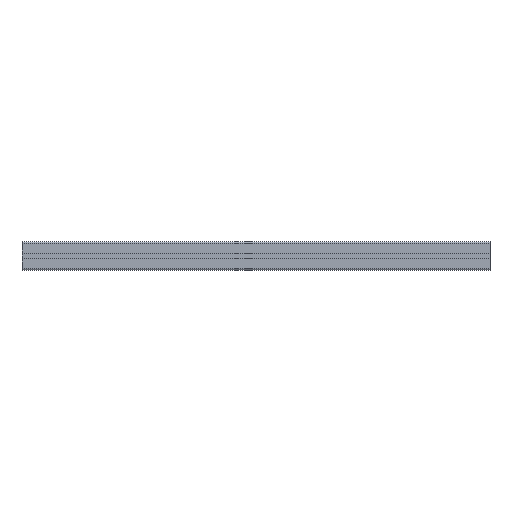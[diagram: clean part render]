
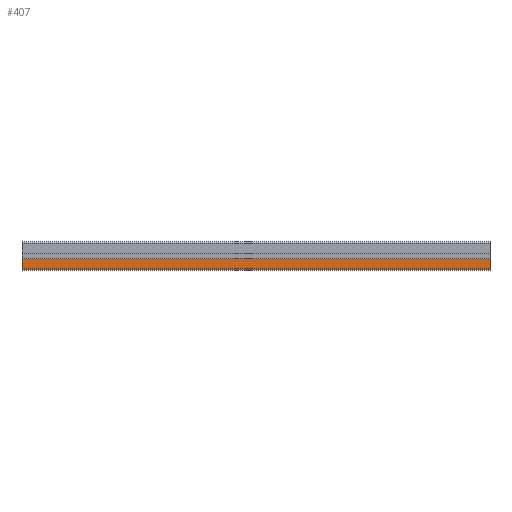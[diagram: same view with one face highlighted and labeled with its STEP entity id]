
A CAD part, front view. The second image highlights one B-rep face of the part: STEP entity #407.
In plain terms, the highlighted planar face has unit normal (0, -1, 0).
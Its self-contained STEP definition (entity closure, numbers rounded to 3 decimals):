
#407=ADVANCED_FACE('',(#871),#872,.T.);
#871=FACE_OUTER_BOUND('',#1407,.T.);
#872=PLANE('',#1408);
#1407=EDGE_LOOP('',(#2467,#2468,#2469,#2470));
#1408=AXIS2_PLACEMENT_3D('',#2471,#2472,#2473);
#2467=ORIENTED_EDGE('',*,*,#3733,.T.);
#2468=ORIENTED_EDGE('',*,*,#3734,.F.);
#2469=ORIENTED_EDGE('',*,*,#3735,.T.);
#2470=ORIENTED_EDGE('',*,*,#3730,.T.);
#2471=CARTESIAN_POINT('',(0.0,-30.0,-16.4));
#2472=DIRECTION('',(0.0,-1.0,0.0));
#2473=DIRECTION('',(0.0,0.0,-1.0));
#3730=EDGE_CURVE('',#4618,#4616,#4619,.T.);
#3733=EDGE_CURVE('',#4616,#4622,#4623,.T.);
#3734=EDGE_CURVE('',#4624,#4622,#4625,.T.);
#3735=EDGE_CURVE('',#4624,#4618,#4626,.T.);
#4616=VERTEX_POINT('',#5895);
#4618=VERTEX_POINT('',#5897);
#4619=LINE('',#5898,#5899);
#4622=VERTEX_POINT('',#5902);
#4623=LINE('',#5903,#5904);
#4624=VERTEX_POINT('',#5905);
#4625=LINE('',#5906,#5907);
#4626=LINE('',#5908,#5909);
#5895=CARTESIAN_POINT('',(1000.0,-30.0,-27.0));
#5897=CARTESIAN_POINT('',(0.0,-30.0,-27.0));
#5898=CARTESIAN_POINT('',(0.0,-30.0,-27.0));
#5899=VECTOR('',#6867,1.0);
#5902=CARTESIAN_POINT('',(1000.0,-30.0,-5.8));
#5903=CARTESIAN_POINT('',(1000.0,-30.0,-5.8));
#5904=VECTOR('',#6871,1.0);
#5905=CARTESIAN_POINT('',(0.0,-30.0,-5.8));
#5906=CARTESIAN_POINT('',(0.0,-30.0,-5.8));
#5907=VECTOR('',#6872,1.0);
#5908=CARTESIAN_POINT('',(0.0,-30.0,-5.8));
#5909=VECTOR('',#6873,1.0);
#6867=DIRECTION('',(1.0,0.0,0.0));
#6871=DIRECTION('',(-0.0,0.0,1.0));
#6872=DIRECTION('',(1.0,0.0,0.0));
#6873=DIRECTION('',(0.0,0.0,-1.0));
